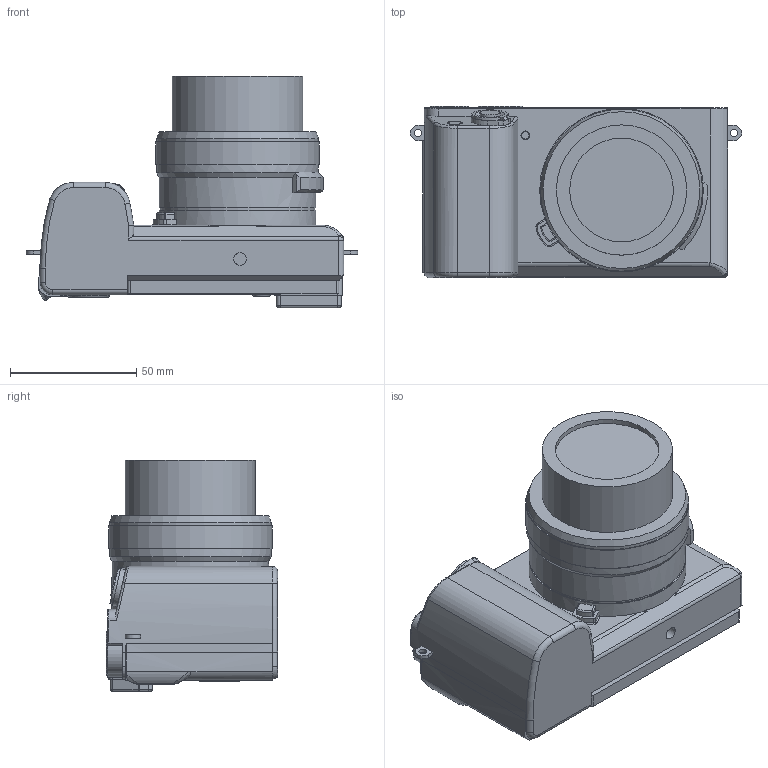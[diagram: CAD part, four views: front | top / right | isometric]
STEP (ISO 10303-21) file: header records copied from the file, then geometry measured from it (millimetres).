
FILE_DESCRIPTION(/* description */ (''),/* implementation_level */ '2;1');
FILE_NAME(/* name */ 'SONY A6000.stp',/* time_stamp */ '2022-01-12T07:57:28-03:00',/* author */ ('Guillermo'),/* organization */ (''),/* preprocessor_version */ 'ST-DEVELOPER v18',/* originating_system */ 'Autodesk Inventor 2020',/* authorisation */ '');
FILE_SCHEMA (('AUTOMOTIVE_DESIGN { 1 0 10303 214 3 1 1 }'));
Length unit declared in the file: millimetre
Products named in the file (1): SONY A6000
Bounding box: 131 x 67.7 x 91.6 mm (x, y, z)
Volume: 407322.4 mm3; surface area: 55672.8 mm2
Topology: 5 solids, 5 shells, 345 faces, 854 edges, 554 vertices
Faces by surface type: plane 153, cylinder 134, bspline 21, torus 20, cone 13, sphere 4
Full cylindrical faces by diameter (mm): 3 x3, 3.5 x1, 4.978 x1, 5 x2, 6 x5, 7 x3, 8 x2, 8.5 x1, 9 x3, 12 x1, 16 x1, 17 x1, 18.5 x1, 41 x1, 51.5 x1, 61 x1, 62 x2, 64 x2, 64.7 x1
Entity records: 11024 total; most frequent: CARTESIAN_POINT 2594, DIRECTION 1823, ORIENTED_EDGE 1704, EDGE_CURVE 852, AXIS2_PLACEMENT_3D 697, VERTEX_POINT 554, LINE 429, VECTOR 429
